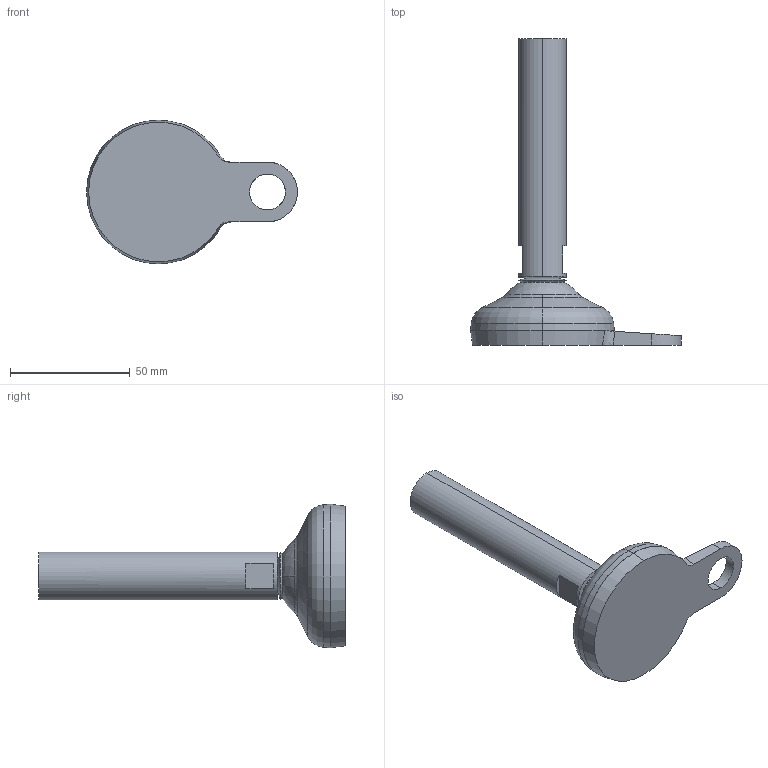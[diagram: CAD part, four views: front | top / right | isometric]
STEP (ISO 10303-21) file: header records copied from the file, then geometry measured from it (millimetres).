
FILE_DESCRIPTION (( 'STEP AP203' ), '1' );
FILE_NAME ('HLFx1 - HLF61-M20-L100-W.STEP', '2024-08-22T09:50:22', ( '' ), ( '' ), 'SwSTEP 2.0', 'SolidWorks 2024', '' );
FILE_SCHEMA (( 'CONFIG_CONTROL_DESIGN' ));
Length unit declared in the file: millimetre
Products named in the file (1): HLFx1 - HLF61-M20-L100-W
Bounding box: 88 x 128 x 60 mm (x, y, z)
Volume: 85518.9 mm3; surface area: 16882.3 mm2
Topology: 2 solids, 2 shells, 42 faces, 98 edges, 62 vertices
Faces by surface type: plane 13, cone 10, cylinder 7, torus 6, sphere 4, bspline 2
Entity records: 1372 total; most frequent: CARTESIAN_POINT 310, DIRECTION 224, ORIENTED_EDGE 196, EDGE_CURVE 98, AXIS2_PLACEMENT_3D 97, VERTEX_POINT 62, CIRCLE 56, EDGE_LOOP 48
